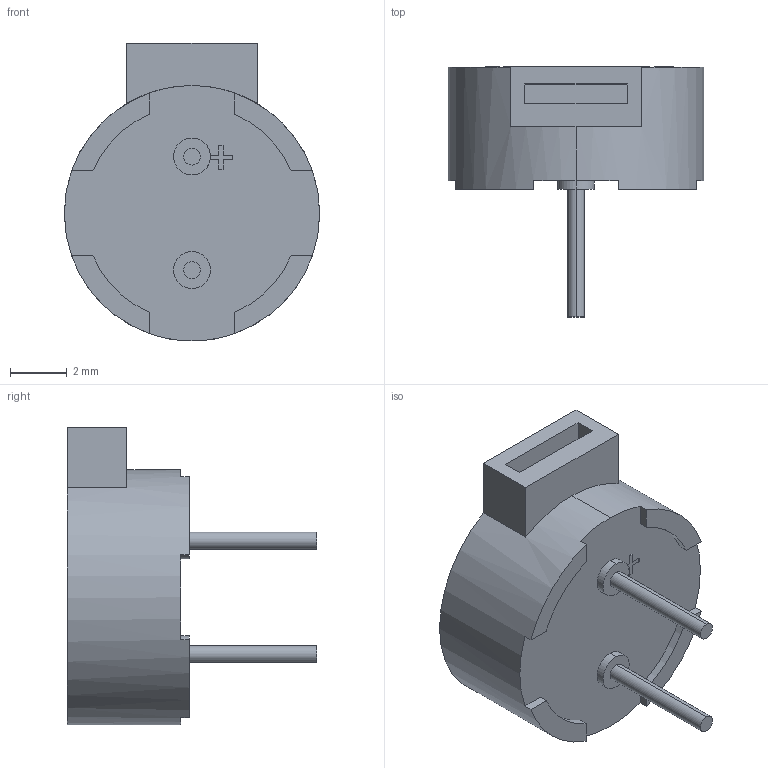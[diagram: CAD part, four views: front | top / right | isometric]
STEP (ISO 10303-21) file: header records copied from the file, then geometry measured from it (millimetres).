
FILE_DESCRIPTION (( 'STEP AP203' ), '1' );
FILE_NAME ('GT-0930RP2.STEP', '2016-11-28T21:07:28', ( 'Gem' ), ( '' ), 'SwSTEP 2.0', 'SolidWorks 2013', '' );
FILE_SCHEMA (( 'CONFIG_CONTROL_DESIGN' ));
Length unit declared in the file: millimetre
Products named in the file (1): GT-0930RP2
Bounding box: 9 x 8.81 x 10.5 mm (x, y, z)
Volume: 264.6 mm3; surface area: 337.3 mm2
Topology: 1 solids, 1 shells, 192 faces, 510 edges, 340 vertices
Faces by surface type: plane 99, bspline 79, cylinder 14
Entity records: 10415 total; most frequent: CARTESIAN_POINT 6058, ORIENTED_EDGE 1020, DIRECTION 620, EDGE_CURVE 510, VERTEX_POINT 340, LINE 312, VECTOR 312, EDGE_LOOP 212
